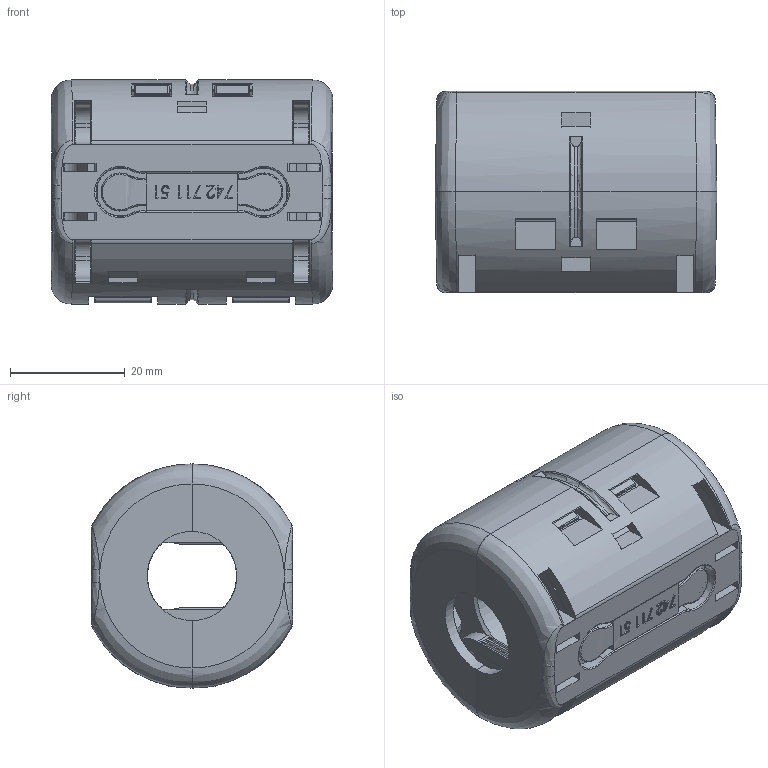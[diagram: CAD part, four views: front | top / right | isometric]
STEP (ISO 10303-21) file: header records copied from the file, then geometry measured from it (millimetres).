
FILE_DESCRIPTION( ( 'Unknown' ), '1' );
FILE_NAME( '74271151.stp', 'Unknown', ( 'Unknown' ), ( 'Unknown' ), 'PSStep 19.0.9', 'Unknown', ' ' );
FILE_SCHEMA( ( 'AUTOMOTIVE_DESIGN { 1 0 10303 214 1 1 1 1 }' ) );
Length unit declared in the file: millimetre
Products named in the file (7): Schanier_geschlossen_Konfigurations-Name; Mittelteil_Konfigurations-Name; Schanier_Bogen_geschlossen; Assem1; Ferritkern A_Konfigurations-Name_0; 74271151_Version_A_Unterseite; 74271151_Version_A_Oberseite
Assembly tree (9 placements, depth 3):
  Assem1
    Ferritkern A_Konfigurations-Name_0  x2
    74271151_Version_A_Unterseite
    74271151_Version_A_Oberseite
    Schanier_geschlossen_Konfigurations-Name  x2
      Mittelteil_Konfigurations-Name
      Schanier_Bogen_geschlossen
Bounding box: 49 x 35 x 39 mm (x, y, z)
Volume: 34704.6 mm3; surface area: 25607.6 mm2
Topology: 10 solids, 10 shells, 1507 faces, 4216 edges, 2750 vertices
Faces by surface type: plane 1006, cylinder 222, bspline 94, extrusion 76, cone 45, torus 44, sphere 12, revolution 8
Full cylindrical faces by diameter (mm): 0.202 x2, 0.624 x5, 1.7 x1, 3 x2, 4 x4
Entity records: 62204 total; most frequent: CARTESIAN_POINT 15914, ORIENTED_EDGE 7724, DIRECTION 6573, EDGE_CURVE 3862, VECTOR 2793, LINE 2717, VERTEX_POINT 2540, AXIS2_PLACEMENT_3D 1886
